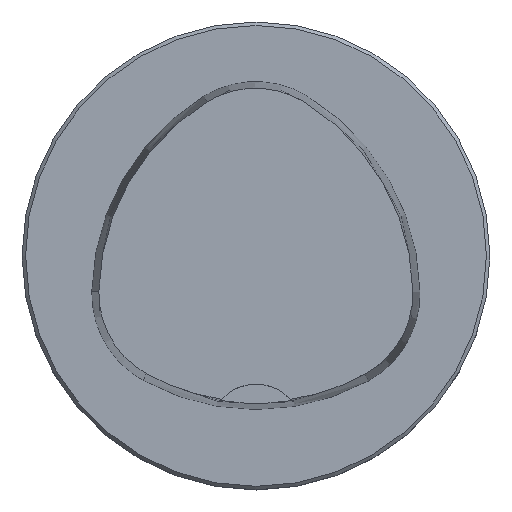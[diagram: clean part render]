
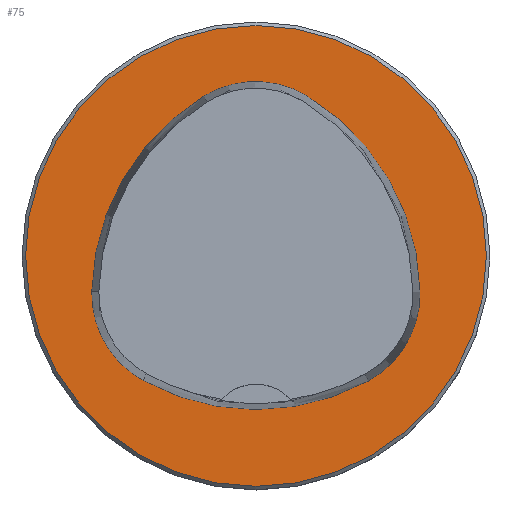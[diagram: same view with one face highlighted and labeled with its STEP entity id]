
A CAD part, top view. The second image highlights one B-rep face of the part: STEP entity #75.
In plain terms, the highlighted planar face has unit normal (0, 0, 1).
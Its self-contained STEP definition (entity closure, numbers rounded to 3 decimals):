
#60=FACE_BOUND('',#107,.T.);
#61=FACE_BOUND('',#108,.T.);
#75=ADVANCED_FACE('',(#60,#61),#92,.F.);
#92=PLANE('',#279);
#107=EDGE_LOOP('',(#131,#132,#133,#134,#135,#136));
#108=EDGE_LOOP('',(#137));
#131=ORIENTED_EDGE('',*,*,#216,.T.);
#132=ORIENTED_EDGE('',*,*,#217,.T.);
#133=ORIENTED_EDGE('',*,*,#218,.T.);
#134=ORIENTED_EDGE('',*,*,#219,.T.);
#135=ORIENTED_EDGE('',*,*,#220,.T.);
#136=ORIENTED_EDGE('',*,*,#221,.T.);
#137=ORIENTED_EDGE('',*,*,#222,.F.);
#193=VERTEX_POINT('',#403);
#194=VERTEX_POINT('',#404);
#195=VERTEX_POINT('',#406);
#196=VERTEX_POINT('',#408);
#197=VERTEX_POINT('',#410);
#198=VERTEX_POINT('',#412);
#199=VERTEX_POINT('',#415);
#216=EDGE_CURVE('',#193,#194,#247,.T.);
#217=EDGE_CURVE('',#194,#195,#248,.T.);
#218=EDGE_CURVE('',#195,#196,#249,.T.);
#219=EDGE_CURVE('',#196,#197,#250,.T.);
#220=EDGE_CURVE('',#197,#198,#251,.T.);
#221=EDGE_CURVE('',#198,#193,#252,.T.);
#222=EDGE_CURVE('',#199,#199,#253,.T.);
#247=CIRCLE('',#272,8.5);
#248=CIRCLE('',#273,20.0);
#249=CIRCLE('',#274,8.5);
#250=CIRCLE('',#275,20.0);
#251=CIRCLE('',#276,8.5);
#252=CIRCLE('',#277,20.0);
#253=CIRCLE('',#278,19.7);
#272=AXIS2_PLACEMENT_3D('',#402,#316,#317);
#273=AXIS2_PLACEMENT_3D('',#405,#318,#319);
#274=AXIS2_PLACEMENT_3D('',#407,#320,#321);
#275=AXIS2_PLACEMENT_3D('',#409,#322,#323);
#276=AXIS2_PLACEMENT_3D('',#411,#324,#325);
#277=AXIS2_PLACEMENT_3D('',#413,#326,#327);
#278=AXIS2_PLACEMENT_3D('',#414,#328,#329);
#279=AXIS2_PLACEMENT_3D('',#416,#330,#331);
#316=DIRECTION('',(0.0,0.0,-1.0));
#317=DIRECTION('',(-1.0,0.0,0.0));
#318=DIRECTION('',(0.0,0.0,-1.0));
#319=DIRECTION('',(-1.0,0.0,0.0));
#320=DIRECTION('',(0.0,0.0,-1.0));
#321=DIRECTION('',(-1.0,0.0,0.0));
#322=DIRECTION('',(0.0,0.0,-1.0));
#323=DIRECTION('',(-1.0,0.0,0.0));
#324=DIRECTION('',(0.0,0.0,-1.0));
#325=DIRECTION('',(-1.0,0.0,0.0));
#326=DIRECTION('',(0.0,0.0,-1.0));
#327=DIRECTION('',(-1.0,0.0,0.0));
#328=DIRECTION('',(0.0,0.0,-1.0));
#329=DIRECTION('',(-1.0,0.0,0.0));
#330=DIRECTION('',(0.0,0.0,-1.0));
#331=DIRECTION('',(-1.0,0.0,0.0));
#402=CARTESIAN_POINT('',(-5.543,-3.2,0.0));
#403=CARTESIAN_POINT('',(-9.655,-10.639,0.0));
#404=CARTESIAN_POINT('',(-14.041,-3.042,0.));
#405=CARTESIAN_POINT('',(5.955,-3.414,0.0));
#406=CARTESIAN_POINT('',(-4.472,13.653,0.0));
#407=CARTESIAN_POINT('',(-0.04,6.4,0.0));
#408=CARTESIAN_POINT('',(4.347,13.68,0.0));
#409=CARTESIAN_POINT('',(-5.976,-3.45,0.0));
#410=CARTESIAN_POINT('',(14.021,-3.075,0.0));
#411=CARTESIAN_POINT('',(5.522,-3.235,0.0));
#412=CARTESIAN_POINT('',(9.588,-10.699,0.));
#413=CARTESIAN_POINT('',(0.022,6.864,0.0));
#414=CARTESIAN_POINT('',(0.0,0.,0.));
#415=CARTESIAN_POINT('',(-19.7,0.,0.));
#416=CARTESIAN_POINT('',(0.0,-13.136,0.));
